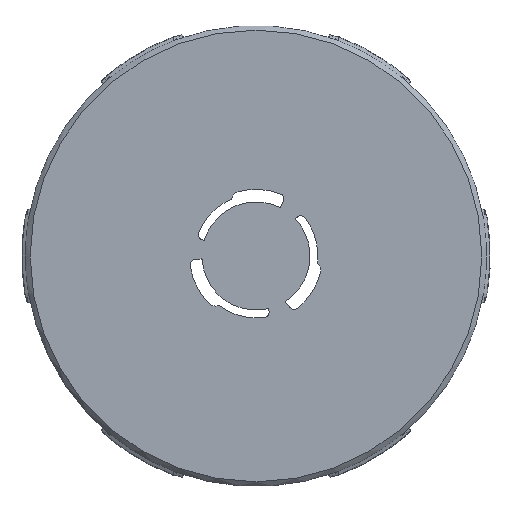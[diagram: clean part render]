
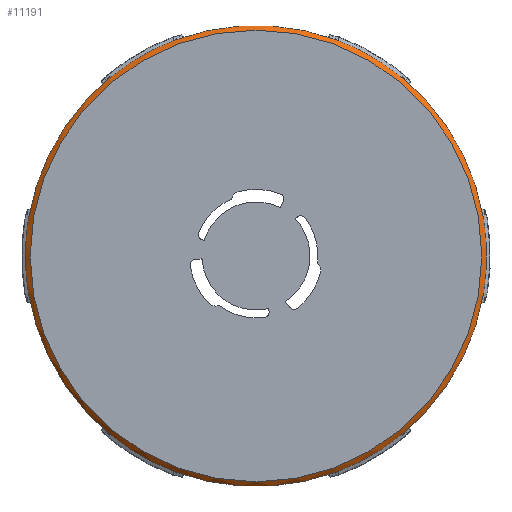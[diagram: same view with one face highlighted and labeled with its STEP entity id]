
A CAD part, top view. The second image highlights one B-rep face of the part: STEP entity #11191.
In plain terms, the highlighted conical face has half-angle 45 degrees and reference radius 96.044 mm.
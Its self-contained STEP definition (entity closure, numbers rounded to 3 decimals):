
#900=LINE('',#16969,#1417);
#1417=VECTOR('',#13488,96.044);
#2353=FACE_OUTER_BOUND('',#3098,.T.);
#3098=EDGE_LOOP('',(#7473,#7474,#7475,#7476,#7477,#7478,#7479,#7480,#7481,
#7482,#7483,#7484,#7485,#7486,#7487,#7488));
#3855=CIRCLE('',#11940,97.04);
#3857=CIRCLE('',#11943,97.04);
#3863=CIRCLE('',#11950,97.04);
#3867=CIRCLE('',#11955,97.04);
#3869=CIRCLE('',#11958,97.04);
#3873=CIRCLE('',#11963,97.04);
#3876=CIRCLE('',#11967,97.04);
#3880=CIRCLE('',#11972,97.04);
#3890=CIRCLE('',#11989,97.04);
#3891=CIRCLE('',#11990,97.04);
#3892=CIRCLE('',#11991,95.049);
#3893=CIRCLE('',#11992,97.04);
#3894=CIRCLE('',#11993,97.04);
#3895=CIRCLE('',#11994,97.04);
#4504=VERTEX_POINT('',#16778);
#4506=VERTEX_POINT('',#16782);
#4507=VERTEX_POINT('',#16786);
#4509=VERTEX_POINT('',#16789);
#4512=VERTEX_POINT('',#16796);
#4514=VERTEX_POINT('',#16800);
#4516=VERTEX_POINT('',#16805);
#4518=VERTEX_POINT('',#16809);
#4519=VERTEX_POINT('',#16813);
#4521=VERTEX_POINT('',#16816);
#4523=VERTEX_POINT('',#16822);
#4525=VERTEX_POINT('',#16825);
#4547=VERTEX_POINT('',#16966);
#4548=VERTEX_POINT('',#16968);
#5598=EDGE_CURVE('',#4504,#4506,#3855,.T.);
#5600=EDGE_CURVE('',#4509,#4507,#3857,.T.);
#5606=EDGE_CURVE('',#4512,#4514,#3863,.T.);
#5610=EDGE_CURVE('',#4516,#4518,#3867,.T.);
#5612=EDGE_CURVE('',#4521,#4519,#3869,.T.);
#5616=EDGE_CURVE('',#4525,#4523,#3873,.T.);
#5619=EDGE_CURVE('',#4525,#4519,#3876,.T.);
#5625=EDGE_CURVE('',#4521,#4507,#3880,.T.);
#5649=EDGE_CURVE('',#4516,#4523,#3890,.T.);
#5650=EDGE_CURVE('',#4547,#4518,#3891,.T.);
#5651=EDGE_CURVE('',#4547,#4548,#900,.T.);
#5652=EDGE_CURVE('',#4548,#4548,#3892,.T.);
#5653=EDGE_CURVE('',#4512,#4547,#3893,.T.);
#5654=EDGE_CURVE('',#4504,#4514,#3894,.T.);
#5655=EDGE_CURVE('',#4509,#4506,#3895,.T.);
#7473=ORIENTED_EDGE('',*,*,#5625,.F.);
#7474=ORIENTED_EDGE('',*,*,#5612,.T.);
#7475=ORIENTED_EDGE('',*,*,#5619,.F.);
#7476=ORIENTED_EDGE('',*,*,#5616,.T.);
#7477=ORIENTED_EDGE('',*,*,#5649,.F.);
#7478=ORIENTED_EDGE('',*,*,#5610,.T.);
#7479=ORIENTED_EDGE('',*,*,#5650,.F.);
#7480=ORIENTED_EDGE('',*,*,#5651,.T.);
#7481=ORIENTED_EDGE('',*,*,#5652,.F.);
#7482=ORIENTED_EDGE('',*,*,#5651,.F.);
#7483=ORIENTED_EDGE('',*,*,#5653,.F.);
#7484=ORIENTED_EDGE('',*,*,#5606,.T.);
#7485=ORIENTED_EDGE('',*,*,#5654,.F.);
#7486=ORIENTED_EDGE('',*,*,#5598,.T.);
#7487=ORIENTED_EDGE('',*,*,#5655,.F.);
#7488=ORIENTED_EDGE('',*,*,#5600,.T.);
#11063=CONICAL_SURFACE('',#11988,96.044,0.785);
#11191=ADVANCED_FACE('',(#2353),#11063,.T.);
#11940=AXIS2_PLACEMENT_3D('',#16784,#13386,#13387);
#11943=AXIS2_PLACEMENT_3D('',#16790,#13392,#13393);
#11950=AXIS2_PLACEMENT_3D('',#16802,#13406,#13407);
#11955=AXIS2_PLACEMENT_3D('',#16811,#13416,#13417);
#11958=AXIS2_PLACEMENT_3D('',#16817,#13422,#13423);
#11963=AXIS2_PLACEMENT_3D('',#16826,#13432,#13433);
#11967=AXIS2_PLACEMENT_3D('',#16831,#13440,#13441);
#11972=AXIS2_PLACEMENT_3D('',#16850,#13450,#13451);
#11988=AXIS2_PLACEMENT_3D('',#16964,#13482,#13483);
#11989=AXIS2_PLACEMENT_3D('',#16965,#13484,#13485);
#11990=AXIS2_PLACEMENT_3D('',#16967,#13486,#13487);
#11991=AXIS2_PLACEMENT_3D('',#16970,#13489,#13490);
#11992=AXIS2_PLACEMENT_3D('',#16971,#13491,#13492);
#11993=AXIS2_PLACEMENT_3D('',#16972,#13493,#13494);
#11994=AXIS2_PLACEMENT_3D('',#16973,#13495,#13496);
#13386=DIRECTION('center_axis',(0.,0.,1.));
#13387=DIRECTION('ref_axis',(1.,0.,0.));
#13392=DIRECTION('center_axis',(0.,0.,1.));
#13393=DIRECTION('ref_axis',(1.,0.,0.));
#13406=DIRECTION('center_axis',(0.,0.,1.));
#13407=DIRECTION('ref_axis',(1.,0.,0.));
#13416=DIRECTION('center_axis',(0.,0.,1.));
#13417=DIRECTION('ref_axis',(1.,0.,0.));
#13422=DIRECTION('center_axis',(0.,0.,1.));
#13423=DIRECTION('ref_axis',(1.,0.,0.));
#13432=DIRECTION('center_axis',(0.,0.,1.));
#13433=DIRECTION('ref_axis',(1.,0.,0.));
#13440=DIRECTION('center_axis',(0.,0.,-1.));
#13441=DIRECTION('ref_axis',(1.,0.,0.));
#13450=DIRECTION('center_axis',(0.,0.,-1.));
#13451=DIRECTION('ref_axis',(1.,0.,0.));
#13482=DIRECTION('center_axis',(0.,0.,-1.));
#13483=DIRECTION('ref_axis',(1.,0.,0.));
#13484=DIRECTION('center_axis',(0.,0.,-1.));
#13485=DIRECTION('ref_axis',(1.,0.,0.));
#13486=DIRECTION('center_axis',(0.,0.,-1.));
#13487=DIRECTION('ref_axis',(1.,0.,0.));
#13488=DIRECTION('',(0.707,0.,0.707));
#13489=DIRECTION('center_axis',(0.,0.,1.));
#13490=DIRECTION('ref_axis',(1.,0.,0.));
#13491=DIRECTION('center_axis',(0.,0.,-1.));
#13492=DIRECTION('ref_axis',(1.,0.,0.));
#13493=DIRECTION('center_axis',(0.,0.,-1.));
#13494=DIRECTION('ref_axis',(1.,0.,0.));
#13495=DIRECTION('center_axis',(0.,0.,-1.));
#13496=DIRECTION('ref_axis',(1.,0.,0.));
#16778=CARTESIAN_POINT('',(-34.311,-90.771,-3.391));
#16782=CARTESIAN_POINT('',(34.311,-90.771,-3.391));
#16784=CARTESIAN_POINT('Origin',(0.,0.,-3.391));
#16786=CARTESIAN_POINT('',(95.766,-15.671,-3.391));
#16789=CARTESIAN_POINT('',(61.455,-75.1,-3.391));
#16790=CARTESIAN_POINT('Origin',(0.,0.,-3.391));
#16796=CARTESIAN_POINT('',(-95.766,-15.671,-3.391));
#16800=CARTESIAN_POINT('',(-61.455,-75.1,-3.391));
#16802=CARTESIAN_POINT('Origin',(0.,0.,-3.391));
#16805=CARTESIAN_POINT('',(-61.455,75.1,-3.391));
#16809=CARTESIAN_POINT('',(-95.766,15.671,-3.391));
#16811=CARTESIAN_POINT('Origin',(0.,0.,-3.391));
#16813=CARTESIAN_POINT('',(61.455,75.1,-3.391));
#16816=CARTESIAN_POINT('',(95.766,15.671,-3.391));
#16817=CARTESIAN_POINT('Origin',(0.,0.,-3.391));
#16822=CARTESIAN_POINT('',(-34.311,90.771,-3.391));
#16825=CARTESIAN_POINT('',(34.311,90.771,-3.391));
#16826=CARTESIAN_POINT('Origin',(0.,0.,-3.391));
#16831=CARTESIAN_POINT('Origin',(0.,0.,-3.391));
#16850=CARTESIAN_POINT('Origin',(0.,0.,-3.391));
#16964=CARTESIAN_POINT('Origin',(0.,0.,-2.395));
#16965=CARTESIAN_POINT('Origin',(0.,0.,-3.391));
#16966=CARTESIAN_POINT('',(-97.04,0.,-3.391));
#16967=CARTESIAN_POINT('Origin',(0.,0.,-3.391));
#16968=CARTESIAN_POINT('',(-95.049,0.,-1.4));
#16969=CARTESIAN_POINT('',(-96.044,0.,-2.395));
#16970=CARTESIAN_POINT('Origin',(0.,0.,-1.4));
#16971=CARTESIAN_POINT('Origin',(0.,0.,-3.391));
#16972=CARTESIAN_POINT('Origin',(0.,0.,-3.391));
#16973=CARTESIAN_POINT('Origin',(0.,0.,-3.391));
